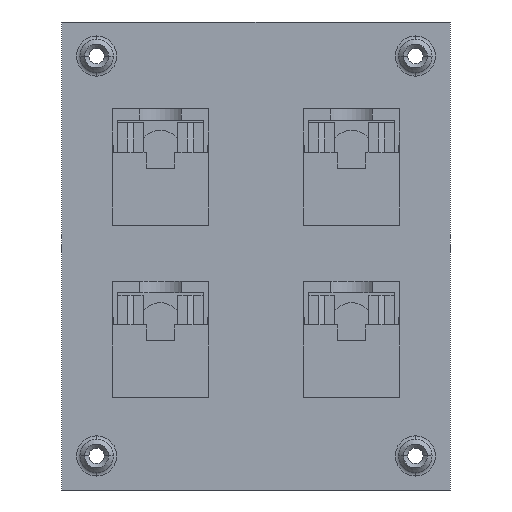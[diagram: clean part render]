
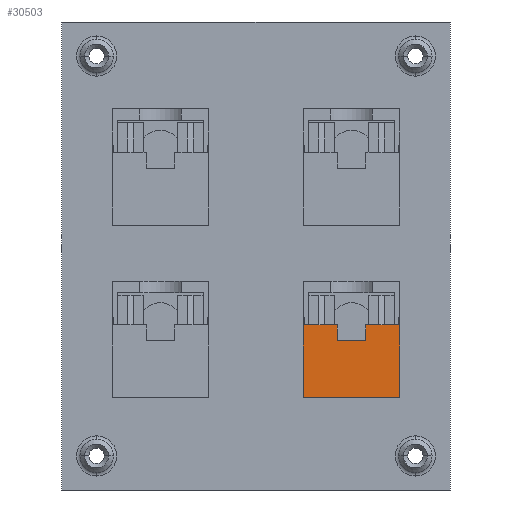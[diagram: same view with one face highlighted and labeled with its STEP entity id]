
A CAD part, front view. The second image highlights one B-rep face of the part: STEP entity #30503.
In plain terms, the highlighted face is planar.
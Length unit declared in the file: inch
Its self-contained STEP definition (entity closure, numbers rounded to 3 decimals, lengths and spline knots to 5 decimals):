
#36 = ORIENTED_EDGE ( 'NONE', *, *, #18038, .T. ) ;
#797 = DIRECTION ( 'NONE',  ( 0., 1., 0. ) ) ;
#1024 = LINE ( 'NONE', #10633, #20097 ) ;
#1071 = ORIENTED_EDGE ( 'NONE', *, *, #27170, .T. ) ;
#1470 = CARTESIAN_POINT ( 'NONE',  ( 0.186, -0.074, -1.254 ) ) ;
#1519 = EDGE_CURVE ( 'NONE', #18970, #15358, #20551, .T. ) ;
#2265 = CARTESIAN_POINT ( 'NONE',  ( -0.226, -0.074, -1.254 ) ) ;
#2771 = EDGE_CURVE ( 'NONE', #25365, #18970, #33558, .T. ) ;
#2774 = ORIENTED_EDGE ( 'NONE', *, *, #29099, .F. ) ;
#2941 = PLANE ( 'NONE',  #6420 ) ;
#3344 = EDGE_LOOP ( 'NONE', ( #27299, #1071, #8694, #22221, #22868, #17809, #36, #2774, #7816, #28930, #20361, #14500 ) ) ;
#6108 = DIRECTION ( 'NONE',  ( -1., 0., 0. ) ) ;
#6251 = VECTOR ( 'NONE', #13697, 39.37008 ) ;
#6420 = AXIS2_PLACEMENT_3D ( 'NONE', #28922, #13358, #31553 ) ;
#6571 = CARTESIAN_POINT ( 'NONE',  ( 0.333, 0.429, -1.254 ) ) ;
#7156 = VECTOR ( 'NONE', #6108, 39.37008 ) ;
#7325 = FACE_OUTER_BOUND ( 'NONE', #3344, .T. ) ;
#7816 = ORIENTED_EDGE ( 'NONE', *, *, #14984, .T. ) ;
#8537 = VERTEX_POINT ( 'NONE', #21985 ) ;
#8639 = VECTOR ( 'NONE', #797, 39.37008 ) ;
#8640 = DIRECTION ( 'NONE',  ( -1., 0., 0. ) ) ;
#8694 = ORIENTED_EDGE ( 'NONE', *, *, #24100, .T. ) ;
#8761 = LINE ( 'NONE', #23931, #24160 ) ;
#8980 = CARTESIAN_POINT ( 'NONE',  ( 0.333, -0.074, -1.254 ) ) ;
#9022 = VERTEX_POINT ( 'NONE', #11759 ) ;
#9260 = EDGE_CURVE ( 'NONE', #25365, #19206, #15595, .T. ) ;
#9852 = VECTOR ( 'NONE', #17759, 39.37008 ) ;
#10633 = CARTESIAN_POINT ( 'NONE',  ( 0.333, -0.074, -1.254 ) ) ;
#10798 = VECTOR ( 'NONE', #14376, 39.37008 ) ;
#11556 = CARTESIAN_POINT ( 'NONE',  ( 0.098, -0.074, -1.254 ) ) ;
#11729 = VERTEX_POINT ( 'NONE', #26361 ) ;
#11759 = CARTESIAN_POINT ( 'NONE',  ( -0.333, -0.074, -1.254 ) ) ;
#13358 = DIRECTION ( 'NONE',  ( 0., 0., 1. ) ) ;
#13504 = CARTESIAN_POINT ( 'NONE',  ( 0.333, -0.074, -1.254 ) ) ;
#13509 = CARTESIAN_POINT ( 'NONE',  ( -0.098, 0.036, -1.254 ) ) ;
#13697 = DIRECTION ( 'NONE',  ( 1., 0., 0. ) ) ;
#14376 = DIRECTION ( 'NONE',  ( 0., 1., 0. ) ) ;
#14500 = ORIENTED_EDGE ( 'NONE', *, *, #2771, .F. ) ;
#14818 = VECTOR ( 'NONE', #14955, 39.37008 ) ;
#14833 = VECTOR ( 'NONE', #32360, 39.37008 ) ;
#14955 = DIRECTION ( 'NONE',  ( -1., 0., 0. ) ) ;
#14984 = EDGE_CURVE ( 'NONE', #17748, #9022, #8761, .T. ) ;
#15358 = VERTEX_POINT ( 'NONE', #21330 ) ;
#15595 = LINE ( 'NONE', #28000, #14818 ) ;
#15617 = LINE ( 'NONE', #11556, #14833 ) ;
#15635 = CARTESIAN_POINT ( 'NONE',  ( -0.098, -0.074, -1.254 ) ) ;
#15973 = DIRECTION ( 'NONE',  ( -1., 0., 0. ) ) ;
#17214 = CARTESIAN_POINT ( 'NONE',  ( 0.333, -0.004, -1.254 ) ) ;
#17406 = VERTEX_POINT ( 'NONE', #13509 ) ;
#17748 = VERTEX_POINT ( 'NONE', #25178 ) ;
#17759 = DIRECTION ( 'NONE',  ( 1., 0., 0. ) ) ;
#17809 = ORIENTED_EDGE ( 'NONE', *, *, #28909, .F. ) ;
#18038 = EDGE_CURVE ( 'NONE', #20859, #8537, #21158, .T. ) ;
#18179 = CARTESIAN_POINT ( 'NONE',  ( 0.333, 0.429, -1.254 ) ) ;
#18970 = VERTEX_POINT ( 'NONE', #18179 ) ;
#19206 = VERTEX_POINT ( 'NONE', #29657 ) ;
#19462 = DIRECTION ( 'NONE',  ( -1., 0., 0. ) ) ;
#19710 = VECTOR ( 'NONE', #19462, 39.37008 ) ;
#19902 = CARTESIAN_POINT ( 'NONE',  ( 0.098, -0.074, -1.254 ) ) ;
#20097 = VECTOR ( 'NONE', #23534, 39.37008 ) ;
#20361 = ORIENTED_EDGE ( 'NONE', *, *, #1519, .F. ) ;
#20551 = LINE ( 'NONE', #6571, #19710 ) ;
#20857 = LINE ( 'NONE', #29264, #6251 ) ;
#20859 = VERTEX_POINT ( 'NONE', #15635 ) ;
#20921 = LINE ( 'NONE', #21509, #7156 ) ;
#21158 = LINE ( 'NONE', #13504, #27256 ) ;
#21330 = CARTESIAN_POINT ( 'NONE',  ( -0.333, 0.429, -1.254 ) ) ;
#21509 = CARTESIAN_POINT ( 'NONE',  ( 0.226, -0.074, -1.254 ) ) ;
#21985 = CARTESIAN_POINT ( 'NONE',  ( -0.186, -0.074, -1.254 ) ) ;
#22221 = ORIENTED_EDGE ( 'NONE', *, *, #27593, .F. ) ;
#22443 = DIRECTION ( 'NONE',  ( 0., 1., 0. ) ) ;
#22868 = ORIENTED_EDGE ( 'NONE', *, *, #28097, .F. ) ;
#23225 = LINE ( 'NONE', #24031, #8639 ) ;
#23534 = DIRECTION ( 'NONE',  ( -1., 0., 0. ) ) ;
#23749 = EDGE_CURVE ( 'NONE', #9022, #15358, #30727, .T. ) ;
#23931 = CARTESIAN_POINT ( 'NONE',  ( 0.333, -0.074, -1.254 ) ) ;
#24031 = CARTESIAN_POINT ( 'NONE',  ( -0.098, 0.036, -1.254 ) ) ;
#24100 = EDGE_CURVE ( 'NONE', #33393, #27323, #1024, .T. ) ;
#24160 = VECTOR ( 'NONE', #8640, 39.37008 ) ;
#25178 = CARTESIAN_POINT ( 'NONE',  ( -0.226, -0.074, -1.254 ) ) ;
#25365 = VERTEX_POINT ( 'NONE', #8980 ) ;
#25764 = VECTOR ( 'NONE', #22443, 39.37008 ) ;
#26361 = CARTESIAN_POINT ( 'NONE',  ( 0.098, 0.036, -1.254 ) ) ;
#27170 = EDGE_CURVE ( 'NONE', #19206, #33393, #20921, .T. ) ;
#27256 = VECTOR ( 'NONE', #15973, 39.37008 ) ;
#27299 = ORIENTED_EDGE ( 'NONE', *, *, #9260, .T. ) ;
#27300 = CARTESIAN_POINT ( 'NONE',  ( -0.333, -0.004, -1.254 ) ) ;
#27323 = VERTEX_POINT ( 'NONE', #19902 ) ;
#27593 = EDGE_CURVE ( 'NONE', #11729, #27323, #15617, .T. ) ;
#28000 = CARTESIAN_POINT ( 'NONE',  ( 0.333, -0.074, -1.254 ) ) ;
#28097 = EDGE_CURVE ( 'NONE', #17406, #11729, #20857, .T. ) ;
#28909 = EDGE_CURVE ( 'NONE', #20859, #17406, #23225, .T. ) ;
#28922 = CARTESIAN_POINT ( 'NONE',  ( 0.333, -0.004, -1.254 ) ) ;
#28930 = ORIENTED_EDGE ( 'NONE', *, *, #23749, .T. ) ;
#28933 = LINE ( 'NONE', #2265, #9852 ) ;
#29099 = EDGE_CURVE ( 'NONE', #17748, #8537, #28933, .T. ) ;
#29264 = CARTESIAN_POINT ( 'NONE',  ( 0.098, 0.036, -1.254 ) ) ;
#29657 = CARTESIAN_POINT ( 'NONE',  ( 0.226, -0.074, -1.254 ) ) ;
#30503 = ADVANCED_FACE ( 'NONE', ( #7325 ), #2941, .F. ) ;
#30727 = LINE ( 'NONE', #27300, #10798 ) ;
#31553 = DIRECTION ( 'NONE',  ( 1., 0., 0. ) ) ;
#32360 = DIRECTION ( 'NONE',  ( 0., -1., 0. ) ) ;
#33393 = VERTEX_POINT ( 'NONE', #1470 ) ;
#33558 = LINE ( 'NONE', #17214, #25764 ) ;
